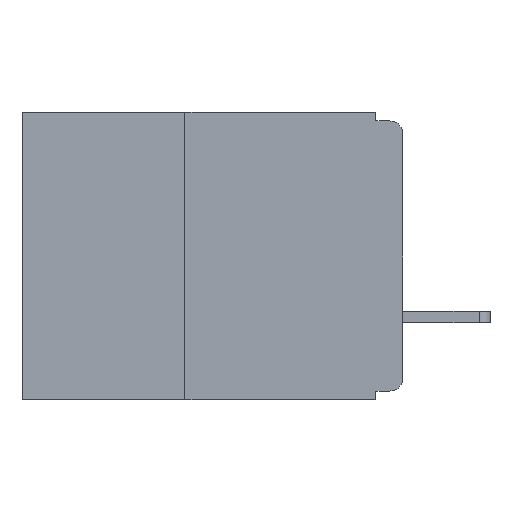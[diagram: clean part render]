
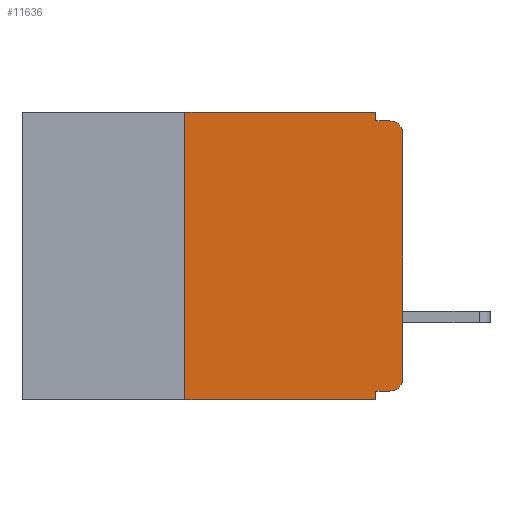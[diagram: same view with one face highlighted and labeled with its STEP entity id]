
A CAD part, left-side view. The second image highlights one B-rep face of the part: STEP entity #11636.
In plain terms, the highlighted planar face has unit normal (-1, 0, 0).
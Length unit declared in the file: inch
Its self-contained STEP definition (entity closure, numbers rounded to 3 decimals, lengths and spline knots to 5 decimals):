
#5 = CARTESIAN_POINT ( 'NONE',  ( 0., 0., -0.32 ) ) ;
#245 = LINE ( 'NONE', #11415, #4600 ) ;
#367 = VECTOR ( 'NONE', #21990, 39.37008 ) ;
#394 = VECTOR ( 'NONE', #2912, 39.37008 ) ;
#427 = ORIENTED_EDGE ( 'NONE', *, *, #17274, .T. ) ;
#428 = PLANE ( 'NONE',  #14494 ) ;
#438 = DIRECTION ( 'NONE',  ( 0., -1., 0. ) ) ;
#666 = CARTESIAN_POINT ( 'NONE',  ( 0., 0.25, -0.33 ) ) ;
#1019 = ORIENTED_EDGE ( 'NONE', *, *, #4246, .T. ) ;
#1787 = CARTESIAN_POINT ( 'NONE',  ( 0., 0.437, 0. ) ) ;
#1881 = DIRECTION ( 'NONE',  ( 0., 1., 0. ) ) ;
#2187 = CIRCLE ( 'NONE', #22817, 0.015 ) ;
#2207 = ORIENTED_EDGE ( 'NONE', *, *, #6105, .F. ) ;
#2269 = DIRECTION ( 'NONE',  ( 0., 0., 1. ) ) ;
#2706 = LINE ( 'NONE', #1787, #3285 ) ;
#2912 = DIRECTION ( 'NONE',  ( 0., 0., -1. ) ) ;
#3023 = CARTESIAN_POINT ( 'NONE',  ( 0., 0.031, 0. ) ) ;
#3285 = VECTOR ( 'NONE', #14516, 39.37008 ) ;
#3476 = CARTESIAN_POINT ( 'NONE',  ( 0., 0., -0.025 ) ) ;
#3557 = CIRCLE ( 'NONE', #12146, 0.015 ) ;
#3998 = CARTESIAN_POINT ( 'NONE',  ( 0., 0.031, -0.01 ) ) ;
#4246 = EDGE_CURVE ( 'NONE', #8754, #10963, #2187, .T. ) ;
#4600 = VECTOR ( 'NONE', #2269, 39.37008 ) ;
#4640 = ORIENTED_EDGE ( 'NONE', *, *, #19598, .F. ) ;
#4914 = VERTEX_POINT ( 'NONE', #8575 ) ;
#5062 = CARTESIAN_POINT ( 'NONE',  ( 0., 0.015, -0.305 ) ) ;
#5383 = EDGE_CURVE ( 'NONE', #14564, #7552, #14947, .T. ) ;
#5695 = CARTESIAN_POINT ( 'NONE',  ( 0., 0.031, 0. ) ) ;
#5932 = CARTESIAN_POINT ( 'NONE',  ( 0., 0.015, -0.32 ) ) ;
#6105 = EDGE_CURVE ( 'NONE', #4914, #14564, #2706, .T. ) ;
#6623 = EDGE_CURVE ( 'NONE', #17264, #21546, #3557, .T. ) ;
#6886 = DIRECTION ( 'NONE',  ( 0., 0., -1. ) ) ;
#7020 = FACE_OUTER_BOUND ( 'NONE', #15688, .T. ) ;
#7324 = CARTESIAN_POINT ( 'NONE',  ( 0., 0.031, -0.32 ) ) ;
#7552 = VERTEX_POINT ( 'NONE', #3998 ) ;
#7822 = CARTESIAN_POINT ( 'NONE',  ( 0., 0.437, 0. ) ) ;
#8048 = DIRECTION ( 'NONE',  ( 0., 0., 1. ) ) ;
#8328 = ORIENTED_EDGE ( 'NONE', *, *, #9086, .F. ) ;
#8367 = CARTESIAN_POINT ( 'NONE',  ( 0., 0.015, -0.01 ) ) ;
#8575 = CARTESIAN_POINT ( 'NONE',  ( 0., 0.25, 0. ) ) ;
#8754 = VERTEX_POINT ( 'NONE', #3476 ) ;
#9086 = EDGE_CURVE ( 'NONE', #19550, #4914, #16747, .T. ) ;
#9470 = CARTESIAN_POINT ( 'NONE',  ( 0., 0.437, -0.33 ) ) ;
#9474 = ORIENTED_EDGE ( 'NONE', *, *, #22943, .F. ) ;
#9550 = LINE ( 'NONE', #9470, #367 ) ;
#9647 = DIRECTION ( 'NONE',  ( 0., 0., -1. ) ) ;
#10717 = LINE ( 'NONE', #22096, #20252 ) ;
#10746 = ORIENTED_EDGE ( 'NONE', *, *, #20177, .F. ) ;
#10963 = VERTEX_POINT ( 'NONE', #8367 ) ;
#11232 = VERTEX_POINT ( 'NONE', #7324 ) ;
#11415 = CARTESIAN_POINT ( 'NONE',  ( 0., 0., 0. ) ) ;
#11636 = ADVANCED_FACE ( 'NONE', ( #7020 ), #428, .F. ) ;
#11986 = VECTOR ( 'NONE', #8048, 39.37008 ) ;
#12146 = AXIS2_PLACEMENT_3D ( 'NONE', #5062, #17682, #6886 ) ;
#12221 = EDGE_CURVE ( 'NONE', #19550, #22623, #9550, .T. ) ;
#12549 = VECTOR ( 'NONE', #1881, 39.37008 ) ;
#13012 = VECTOR ( 'NONE', #21784, 39.37008 ) ;
#13147 = ORIENTED_EDGE ( 'NONE', *, *, #12221, .T. ) ;
#13573 = LINE ( 'NONE', #18206, #13012 ) ;
#14494 = AXIS2_PLACEMENT_3D ( 'NONE', #7822, #20398, #9647 ) ;
#14516 = DIRECTION ( 'NONE',  ( 0., -1., 0. ) ) ;
#14555 = CARTESIAN_POINT ( 'NONE',  ( 0., 0.25, -0.33 ) ) ;
#14564 = VERTEX_POINT ( 'NONE', #5695 ) ;
#14947 = LINE ( 'NONE', #3023, #394 ) ;
#15688 = EDGE_LOOP ( 'NONE', ( #427, #1019, #10746, #16109, #2207, #8328, #13147, #4640, #9474, #19586 ) ) ;
#16109 = ORIENTED_EDGE ( 'NONE', *, *, #5383, .F. ) ;
#16747 = LINE ( 'NONE', #666, #11986 ) ;
#17262 = CARTESIAN_POINT ( 'NONE',  ( 0., 0.031, -0.33 ) ) ;
#17264 = VERTEX_POINT ( 'NONE', #5932 ) ;
#17274 = EDGE_CURVE ( 'NONE', #21546, #8754, #245, .T. ) ;
#17504 = DIRECTION ( 'NONE',  ( 0., 0., -1. ) ) ;
#17532 = DIRECTION ( 'NONE',  ( -1., 0., 0. ) ) ;
#17559 = CARTESIAN_POINT ( 'NONE',  ( 0., 0.015, -0.025 ) ) ;
#17682 = DIRECTION ( 'NONE',  ( -1., 0., 0. ) ) ;
#18206 = CARTESIAN_POINT ( 'NONE',  ( 0., 0.031, -0.33 ) ) ;
#19550 = VERTEX_POINT ( 'NONE', #14555 ) ;
#19586 = ORIENTED_EDGE ( 'NONE', *, *, #6623, .T. ) ;
#19598 = EDGE_CURVE ( 'NONE', #11232, #22623, #13573, .T. ) ;
#20177 = EDGE_CURVE ( 'NONE', #7552, #10963, #10717, .T. ) ;
#20252 = VECTOR ( 'NONE', #438, 39.37008 ) ;
#20398 = DIRECTION ( 'NONE',  ( 1., 0., 0. ) ) ;
#20736 = CARTESIAN_POINT ( 'NONE',  ( 0., 0., -0.305 ) ) ;
#21546 = VERTEX_POINT ( 'NONE', #20736 ) ;
#21784 = DIRECTION ( 'NONE',  ( 0., 0., -1. ) ) ;
#21990 = DIRECTION ( 'NONE',  ( 0., -1., 0. ) ) ;
#22019 = LINE ( 'NONE', #5, #12549 ) ;
#22096 = CARTESIAN_POINT ( 'NONE',  ( 0., 0., -0.01 ) ) ;
#22623 = VERTEX_POINT ( 'NONE', #17262 ) ;
#22817 = AXIS2_PLACEMENT_3D ( 'NONE', #17559, #17532, #17504 ) ;
#22943 = EDGE_CURVE ( 'NONE', #17264, #11232, #22019, .T. ) ;
